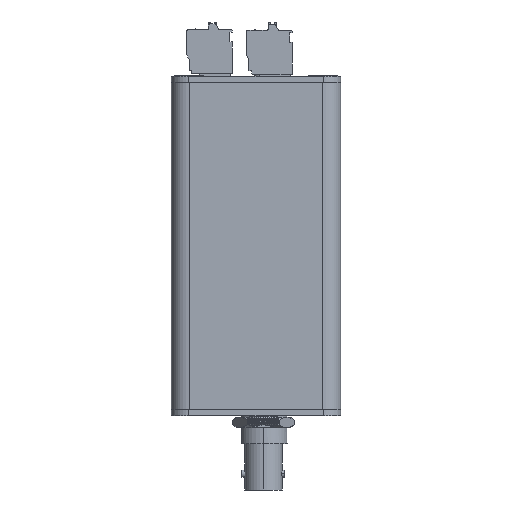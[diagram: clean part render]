
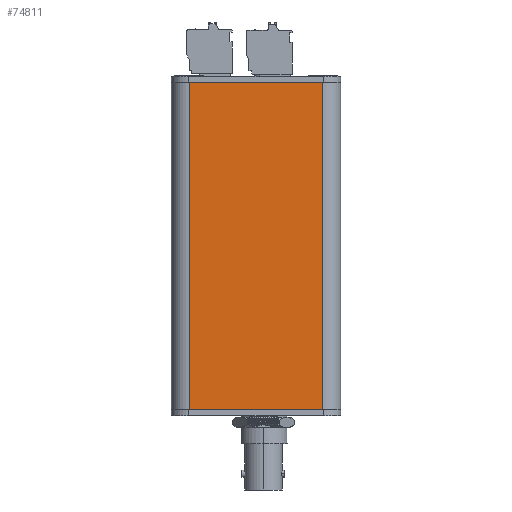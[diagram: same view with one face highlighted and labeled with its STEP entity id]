
A CAD part, left-side view. The second image highlights one B-rep face of the part: STEP entity #74811.
In plain terms, the highlighted face is planar.
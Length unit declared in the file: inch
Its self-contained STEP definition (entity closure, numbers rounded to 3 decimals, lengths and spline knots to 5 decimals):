
#6029 = PLANE ( 'NONE',  #140731 ) ;
#6031 = CARTESIAN_POINT ( 'NONE',  ( 0., -0.42177, 1.662 ) ) ;
#6041 = DIRECTION ( 'NONE',  ( -1., 0., 0. ) ) ;
#6043 = DIRECTION ( 'NONE',  ( 0., 0., 1. ) ) ;
#7423 = FACE_OUTER_BOUND ( 'NONE', #66206, .T. ) ;
#56100 = EDGE_CURVE ( 'NONE', #64687, #64691, #68515, .T. ) ;
#56101 = EDGE_CURVE ( 'NONE', #64698, #64691, #68511, .T. ) ;
#56102 = EDGE_CURVE ( 'NONE', #64700, #64698, #68519, .T. ) ;
#56103 = EDGE_CURVE ( 'NONE', #64700, #64687, #68522, .T. ) ;
#64687 = VERTEX_POINT ( 'NONE', #83828 ) ;
#64691 = VERTEX_POINT ( 'NONE', #83827 ) ;
#64698 = VERTEX_POINT ( 'NONE', #83835 ) ;
#64700 = VERTEX_POINT ( 'NONE', #83832 ) ;
#66206 = EDGE_LOOP ( 'NONE', ( #78473, #78475, #78477, #78479 ) ) ;
#67240 = CARTESIAN_POINT ( 'NONE',  ( 0., 0.68, 1.662 ) ) ;
#67253 = CARTESIAN_POINT ( 'NONE',  ( 0., -0.42177, 1.662 ) ) ;
#67260 = CARTESIAN_POINT ( 'NONE',  ( 0., -0.42177, -1.662 ) ) ;
#67262 = CARTESIAN_POINT ( 'NONE',  ( 0., -0.68, 1.662 ) ) ;
#67263 = DIRECTION ( 'NONE',  ( 0., 1., 0. ) ) ;
#67265 = DIRECTION ( 'NONE',  ( 0., 0., -1. ) ) ;
#67269 = DIRECTION ( 'NONE',  ( 0., 1., 0. ) ) ;
#67274 = DIRECTION ( 'NONE',  ( 0., 0., -1. ) ) ;
#68511 = LINE ( 'NONE', #67240, #68524 ) ;
#68515 = LINE ( 'NONE', #67260, #68521 ) ;
#68519 = LINE ( 'NONE', #67253, #68528 ) ;
#68521 = VECTOR ( 'NONE', #67263, 39.37008 ) ;
#68522 = LINE ( 'NONE', #67262, #68532 ) ;
#68524 = VECTOR ( 'NONE', #67265, 39.37008 ) ;
#68528 = VECTOR ( 'NONE', #67269, 39.37008 ) ;
#68532 = VECTOR ( 'NONE', #67274, 39.37008 ) ;
#74811 = ADVANCED_FACE ( 'NONE', ( #7423 ), #6029, .F. ) ;
#78473 = ORIENTED_EDGE ( 'NONE', *, *, #56100, .T. ) ;
#78475 = ORIENTED_EDGE ( 'NONE', *, *, #56101, .F. ) ;
#78477 = ORIENTED_EDGE ( 'NONE', *, *, #56102, .F. ) ;
#78479 = ORIENTED_EDGE ( 'NONE', *, *, #56103, .T. ) ;
#83827 = CARTESIAN_POINT ( 'NONE',  ( 0., 0.68, -1.662 ) ) ;
#83828 = CARTESIAN_POINT ( 'NONE',  ( 0., -0.68, -1.662 ) ) ;
#83832 = CARTESIAN_POINT ( 'NONE',  ( 0., -0.68, 1.662 ) ) ;
#83835 = CARTESIAN_POINT ( 'NONE',  ( 0., 0.68, 1.662 ) ) ;
#140731 = AXIS2_PLACEMENT_3D ( 'NONE', #6031, #6041, #6043 ) ;
